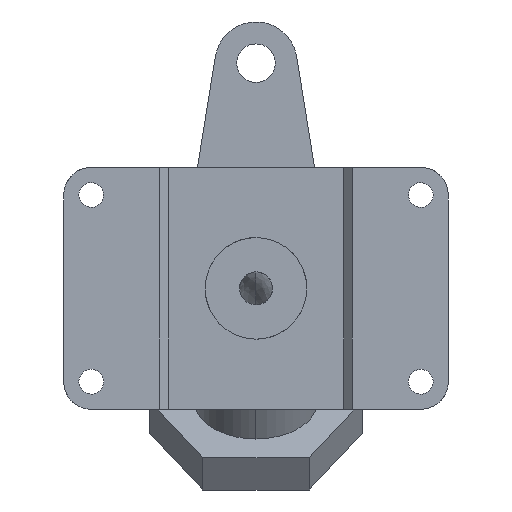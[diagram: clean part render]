
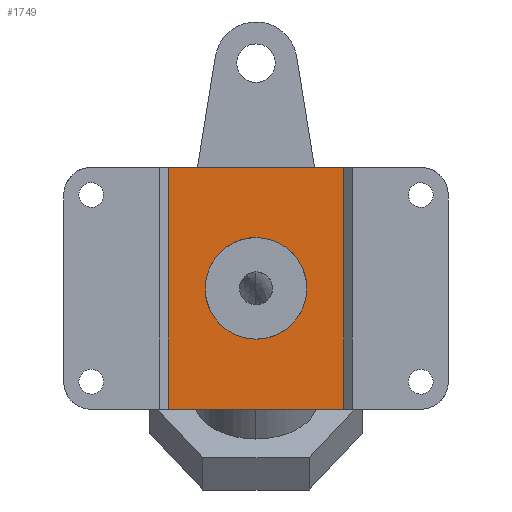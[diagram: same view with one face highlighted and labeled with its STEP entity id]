
A CAD part, front view. The second image highlights one B-rep face of the part: STEP entity #1749.
In plain terms, the highlighted free-form (B-spline) face has degree [1, 1] with [2, 2] control points.
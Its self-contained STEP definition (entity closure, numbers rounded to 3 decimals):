
#230 = VERTEX_POINT('',#231);
#231 = CARTESIAN_POINT('',(0.,4.376,-26.988));
#236 = EDGE_CURVE('',#230,#237,#239,.T.);
#237 = VERTEX_POINT('',#238);
#238 = CARTESIAN_POINT('',(0.,4.376,
    26.988));
#239 = ( BOUNDED_CURVE() B_SPLINE_CURVE(2,(#240,#241,#242,#243,#244),
.UNSPECIFIED.,.F.,.F.) B_SPLINE_CURVE_WITH_KNOTS((3,2,3),(3.142,
4.712,6.283),.PIECEWISE_BEZIER_KNOTS.) CURVE() 
GEOMETRIC_REPRESENTATION_ITEM() RATIONAL_B_SPLINE_CURVE((1.,
0.707,1.,0.707,1.)) REPRESENTATION_ITEM('') );
#240 = CARTESIAN_POINT('',(0.,4.376,
    -26.988));
#241 = CARTESIAN_POINT('',(-26.988,4.376,-26.988)
  );
#242 = CARTESIAN_POINT('',(-26.988,4.376,
    0.));
#243 = CARTESIAN_POINT('',(-26.988,4.376,26.988
    ));
#244 = CARTESIAN_POINT('',(0.,4.376,
    26.988));
#1113 = VERTEX_POINT('',#1114);
#1114 = CARTESIAN_POINT('',(-46.683,4.376,
    64.189));
#1119 = EDGE_CURVE('',#1120,#1113,#1122,.T.);
#1120 = VERTEX_POINT('',#1121);
#1121 = CARTESIAN_POINT('',(46.683,4.376,
    64.189));
#1122 = B_SPLINE_CURVE_WITH_KNOTS('',1,(#1123,#1124),.UNSPECIFIED.,.F.,
  .F.,(2,2),(-64.,-0.),.PIECEWISE_BEZIER_KNOTS.);
#1123 = CARTESIAN_POINT('',(46.683,4.376,
    64.189));
#1124 = CARTESIAN_POINT('',(-46.683,4.376,
    64.189));
#1203 = EDGE_CURVE('',#1204,#1206,#1208,.T.);
#1204 = VERTEX_POINT('',#1205);
#1205 = CARTESIAN_POINT('',(-46.683,4.376,
    -64.189));
#1206 = VERTEX_POINT('',#1207);
#1207 = CARTESIAN_POINT('',(46.683,4.376,
    -64.189));
#1208 = B_SPLINE_CURVE_WITH_KNOTS('',1,(#1209,#1210),.UNSPECIFIED.,.F.,
  .F.,(2,2),(0.,64.),.PIECEWISE_BEZIER_KNOTS.);
#1209 = CARTESIAN_POINT('',(-46.683,4.376,
    -64.189));
#1210 = CARTESIAN_POINT('',(46.683,4.376,
    -64.189));
#1738 = EDGE_CURVE('',#1204,#1113,#1739,.T.);
#1739 = B_SPLINE_CURVE_WITH_KNOTS('',1,(#1740,#1741),.UNSPECIFIED.,.F.,
  .F.,(2,2),(26.59,114.59),.PIECEWISE_BEZIER_KNOTS.);
#1740 = CARTESIAN_POINT('',(-46.683,4.376,
    -64.189));
#1741 = CARTESIAN_POINT('',(-46.683,4.376,
    64.189));
#1749 = ADVANCED_FACE('',(#1750,#1761),#1771,.F.);
#1750 = FACE_BOUND('',#1751,.T.);
#1751 = EDGE_LOOP('',(#1752,#1753));
#1752 = ORIENTED_EDGE('',*,*,#236,.T.);
#1753 = ORIENTED_EDGE('',*,*,#1754,.T.);
#1754 = EDGE_CURVE('',#237,#230,#1755,.T.);
#1755 = ( BOUNDED_CURVE() B_SPLINE_CURVE(2,(#1756,#1757,#1758,#1759,
#1760),.UNSPECIFIED.,.F.,.F.) B_SPLINE_CURVE_WITH_KNOTS((3,2,3),(0.,
1.571,3.142),.PIECEWISE_BEZIER_KNOTS.) CURVE() 
GEOMETRIC_REPRESENTATION_ITEM() RATIONAL_B_SPLINE_CURVE((1.,
0.707,1.,0.707,1.)) REPRESENTATION_ITEM('') );
#1756 = CARTESIAN_POINT('',(0.,4.376,26.988));
#1757 = CARTESIAN_POINT('',(26.988,4.376,
    26.988));
#1758 = CARTESIAN_POINT('',(26.988,4.376,
    0.));
#1759 = CARTESIAN_POINT('',(26.988,4.376,
    -26.988));
#1760 = CARTESIAN_POINT('',(0.,4.376,
    -26.988));
#1761 = FACE_BOUND('',#1762,.T.);
#1762 = EDGE_LOOP('',(#1763,#1764,#1769,#1770));
#1763 = ORIENTED_EDGE('',*,*,#1203,.T.);
#1764 = ORIENTED_EDGE('',*,*,#1765,.T.);
#1765 = EDGE_CURVE('',#1206,#1120,#1766,.T.);
#1766 = B_SPLINE_CURVE_WITH_KNOTS('',1,(#1767,#1768),.UNSPECIFIED.,.F.,
  .F.,(2,2),(26.59,114.59),.PIECEWISE_BEZIER_KNOTS.);
#1767 = CARTESIAN_POINT('',(46.683,4.376,
    -64.189));
#1768 = CARTESIAN_POINT('',(46.683,4.376,
    64.189));
#1769 = ORIENTED_EDGE('',*,*,#1119,.T.);
#1770 = ORIENTED_EDGE('',*,*,#1738,.F.);
#1771 = B_SPLINE_SURFACE_WITH_KNOTS('',1,1,(
    (#1772,#1773)
    ,(#1774,#1775
    )),.UNSPECIFIED.,.F.,.F.,.F.,(2,2),(2,2),(26.59,
    114.59),(0.,64.),.PIECEWISE_BEZIER_KNOTS.);
#1772 = CARTESIAN_POINT('',(-46.683,4.376,
    -64.189));
#1773 = CARTESIAN_POINT('',(46.683,4.376,
    -64.189));
#1774 = CARTESIAN_POINT('',(-46.683,4.376,
    64.189));
#1775 = CARTESIAN_POINT('',(46.683,4.376,
    64.189));
